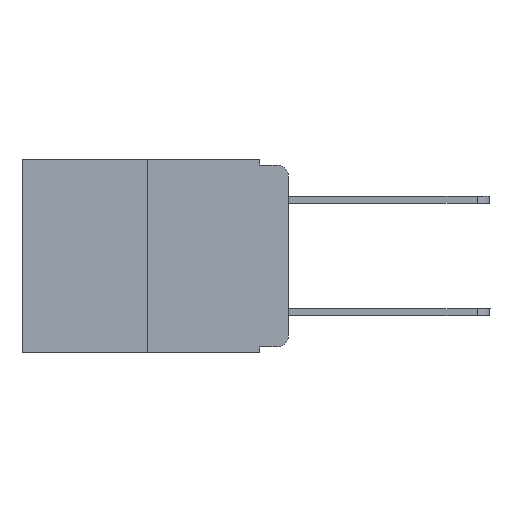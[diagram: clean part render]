
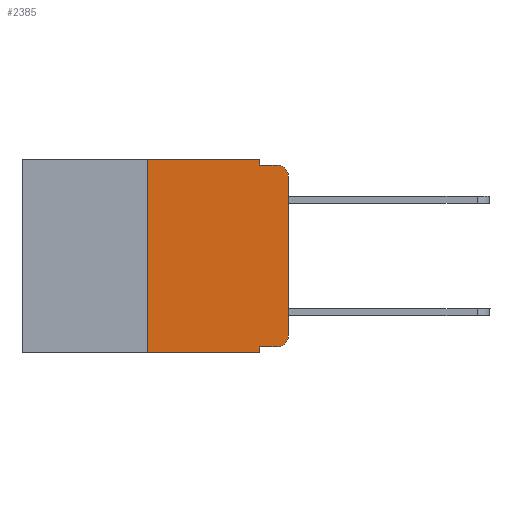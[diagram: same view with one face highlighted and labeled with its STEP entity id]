
A CAD part, left-side view. The second image highlights one B-rep face of the part: STEP entity #2385.
In plain terms, the highlighted planar face has unit normal (-1, 0, 0).
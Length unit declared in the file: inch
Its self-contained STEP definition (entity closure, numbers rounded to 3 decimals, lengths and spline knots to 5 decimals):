
#21 = CARTESIAN_POINT ( 'NONE',  ( 0., 0.25, 0. ) ) ;
#138 = ORIENTED_EDGE ( 'NONE', *, *, #5609, .T. ) ;
#183 = EDGE_CURVE ( 'NONE', #1628, #5764, #9100, .T. ) ;
#266 = VERTEX_POINT ( 'NONE', #6035 ) ;
#305 = CARTESIAN_POINT ( 'NONE',  ( 0., 0.051, -0.333 ) ) ;
#330 = DIRECTION ( 'NONE',  ( -1., 0., 0. ) ) ;
#403 = VERTEX_POINT ( 'NONE', #3080 ) ;
#543 = CARTESIAN_POINT ( 'NONE',  ( 0., 0.051, -0.343 ) ) ;
#559 = AXIS2_PLACEMENT_3D ( 'NONE', #7639, #5558, #2452 ) ;
#992 = EDGE_CURVE ( 'NONE', #5764, #266, #9712, .T. ) ;
#1021 = CARTESIAN_POINT ( 'NONE',  ( 0., 0.051, -0.333 ) ) ;
#1035 = ORIENTED_EDGE ( 'NONE', *, *, #992, .T. ) ;
#1088 = VERTEX_POINT ( 'NONE', #1607 ) ;
#1370 = CARTESIAN_POINT ( 'NONE',  ( 0., 0.051, 0. ) ) ;
#1505 = ORIENTED_EDGE ( 'NONE', *, *, #6904, .F. ) ;
#1607 = CARTESIAN_POINT ( 'NONE',  ( 0., 0.051, 0. ) ) ;
#1628 = VERTEX_POINT ( 'NONE', #4513 ) ;
#1629 = ORIENTED_EDGE ( 'NONE', *, *, #183, .T. ) ;
#1674 = ORIENTED_EDGE ( 'NONE', *, *, #11278, .F. ) ;
#1732 = VECTOR ( 'NONE', #7606, 39.37008 ) ;
#1798 = VERTEX_POINT ( 'NONE', #543 ) ;
#2340 = VERTEX_POINT ( 'NONE', #305 ) ;
#2385 = ADVANCED_FACE ( 'NONE', ( #3610 ), #3426, .F. ) ;
#2388 = VECTOR ( 'NONE', #5290, 39.37008 ) ;
#2452 = DIRECTION ( 'NONE',  ( 0., 0., -1. ) ) ;
#2528 = DIRECTION ( 'NONE',  ( 0., -1., 0. ) ) ;
#2811 = CARTESIAN_POINT ( 'NONE',  ( 0., 0.02, -0.313 ) ) ;
#3080 = CARTESIAN_POINT ( 'NONE',  ( 0., 0.051, -0.01 ) ) ;
#3290 = DIRECTION ( 'NONE',  ( -1., 0., 0. ) ) ;
#3426 = PLANE ( 'NONE',  #559 ) ;
#3457 = LINE ( 'NONE', #1370, #1732 ) ;
#3610 = FACE_OUTER_BOUND ( 'NONE', #11486, .T. ) ;
#3741 = ORIENTED_EDGE ( 'NONE', *, *, #5178, .T. ) ;
#3800 = CARTESIAN_POINT ( 'NONE',  ( 0., 0.473, -0.343 ) ) ;
#3876 = ORIENTED_EDGE ( 'NONE', *, *, #10842, .T. ) ;
#4244 = CARTESIAN_POINT ( 'NONE',  ( 0., 0., 0. ) ) ;
#4257 = LINE ( 'NONE', #6484, #10349 ) ;
#4412 = DIRECTION ( 'NONE',  ( 0., 0., -1. ) ) ;
#4513 = CARTESIAN_POINT ( 'NONE',  ( 0., 0., -0.313 ) ) ;
#4624 = VECTOR ( 'NONE', #9131, 39.37008 ) ;
#4646 = CARTESIAN_POINT ( 'NONE',  ( 0., 0.473, 0. ) ) ;
#4714 = VERTEX_POINT ( 'NONE', #8564 ) ;
#4917 = DIRECTION ( 'NONE',  ( 0., 0., 1. ) ) ;
#4966 = CARTESIAN_POINT ( 'NONE',  ( 0., 0.051, -0.01 ) ) ;
#5178 = EDGE_CURVE ( 'NONE', #2340, #4714, #8977, .T. ) ;
#5290 = DIRECTION ( 'NONE',  ( 0., 0., 1. ) ) ;
#5441 = CIRCLE ( 'NONE', #7445, 0.02 ) ;
#5479 = DIRECTION ( 'NONE',  ( 0., 0., -1. ) ) ;
#5558 = DIRECTION ( 'NONE',  ( 1., 0., 0. ) ) ;
#5584 = ORIENTED_EDGE ( 'NONE', *, *, #5807, .F. ) ;
#5609 = EDGE_CURVE ( 'NONE', #4714, #1628, #5441, .T. ) ;
#5764 = VERTEX_POINT ( 'NONE', #8020 ) ;
#5807 = EDGE_CURVE ( 'NONE', #403, #266, #11823, .T. ) ;
#6035 = CARTESIAN_POINT ( 'NONE',  ( 0., 0.02, -0.01 ) ) ;
#6083 = VECTOR ( 'NONE', #2528, 39.37008 ) ;
#6484 = CARTESIAN_POINT ( 'NONE',  ( 0., 0.051, 0. ) ) ;
#6904 = EDGE_CURVE ( 'NONE', #11041, #1088, #10716, .T. ) ;
#6917 = VECTOR ( 'NONE', #9178, 39.37008 ) ;
#7261 = EDGE_CURVE ( 'NONE', #7621, #11041, #7520, .T. ) ;
#7445 = AXIS2_PLACEMENT_3D ( 'NONE', #2811, #3290, #10469 ) ;
#7520 = LINE ( 'NONE', #21, #12769 ) ;
#7606 = DIRECTION ( 'NONE',  ( 0., 0., -1. ) ) ;
#7621 = VERTEX_POINT ( 'NONE', #10779 ) ;
#7639 = CARTESIAN_POINT ( 'NONE',  ( 0., 0.473, 0. ) ) ;
#8020 = CARTESIAN_POINT ( 'NONE',  ( 0., 0., -0.03 ) ) ;
#8152 = EDGE_CURVE ( 'NONE', #1088, #403, #4257, .T. ) ;
#8448 = LINE ( 'NONE', #3800, #11309 ) ;
#8564 = CARTESIAN_POINT ( 'NONE',  ( 0., 0.02, -0.333 ) ) ;
#8942 = DIRECTION ( 'NONE',  ( 0., -1., 0. ) ) ;
#8977 = LINE ( 'NONE', #1021, #6917 ) ;
#9100 = LINE ( 'NONE', #4244, #2388 ) ;
#9131 = DIRECTION ( 'NONE',  ( 0., -1., 0. ) ) ;
#9178 = DIRECTION ( 'NONE',  ( 0., -1., 0. ) ) ;
#9712 = CIRCLE ( 'NONE', #10198, 0.02 ) ;
#10198 = AXIS2_PLACEMENT_3D ( 'NONE', #10610, #330, #4412 ) ;
#10349 = VECTOR ( 'NONE', #5479, 39.37008 ) ;
#10469 = DIRECTION ( 'NONE',  ( 0., 0., -1. ) ) ;
#10610 = CARTESIAN_POINT ( 'NONE',  ( 0., 0.02, -0.03 ) ) ;
#10716 = LINE ( 'NONE', #4646, #6083 ) ;
#10779 = CARTESIAN_POINT ( 'NONE',  ( 0., 0.25, -0.343 ) ) ;
#10842 = EDGE_CURVE ( 'NONE', #7621, #1798, #8448, .T. ) ;
#11041 = VERTEX_POINT ( 'NONE', #12419 ) ;
#11278 = EDGE_CURVE ( 'NONE', #2340, #1798, #3457, .T. ) ;
#11309 = VECTOR ( 'NONE', #8942, 39.37008 ) ;
#11371 = ORIENTED_EDGE ( 'NONE', *, *, #7261, .F. ) ;
#11486 = EDGE_LOOP ( 'NONE', ( #1629, #1035, #5584, #12023, #1505, #11371, #3876, #1674, #3741, #138 ) ) ;
#11823 = LINE ( 'NONE', #4966, #4624 ) ;
#12023 = ORIENTED_EDGE ( 'NONE', *, *, #8152, .F. ) ;
#12419 = CARTESIAN_POINT ( 'NONE',  ( 0., 0.25, 0. ) ) ;
#12769 = VECTOR ( 'NONE', #4917, 39.37008 ) ;
